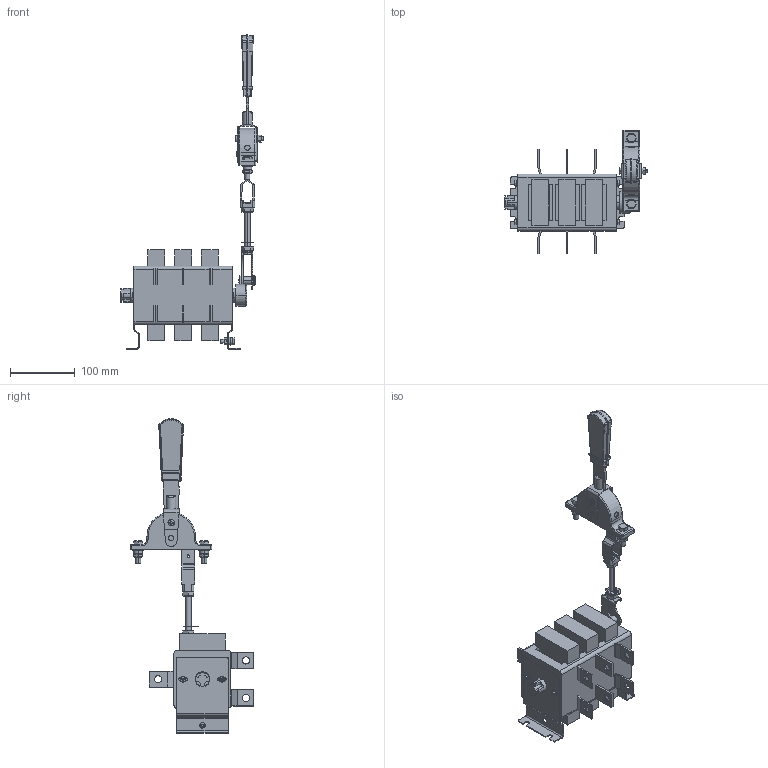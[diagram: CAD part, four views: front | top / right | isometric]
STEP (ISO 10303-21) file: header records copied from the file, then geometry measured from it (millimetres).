
FILE_DESCRIPTION (( 'STEP AP203' ), '1' );
FILE_NAME ('uvr32-35a71240-r.ÃÌ Âûêëþ÷àòåëü-ðàçúåäèíèòåëü ÂÐ32Ó-35À71240-R 250À 2 íàïðàâ. ñ ä-ã êàìåðàìè, ñ ïåðåäíåé ñìåùåííîé ðóêîÿòêîé EKF MAXima.STEP', '2025-01-22T07:52:18', ( '' ), ( '' ), 'SwSTEP 2.0', 'SolidWorks 2021', '' );
FILE_SCHEMA (( 'CONFIG_CONTROL_DESIGN' ));
Length unit declared in the file: millimetre
Products named in the file (1): uvr32-35a71240-r.ÃÌ Âûêëþ÷àòåëü-ðàçúåäèíèòåëü ÂÐ32Ó-35À71240-R 250À 2 íàïðàâ. ñ ä-ã êàìåðàìè, ñ ïåðåäíåé ñìåùåííîé ðóêîÿòêîé EKF MAXima
Bounding box: 220.6 x 190.32 x 485.97 mm (x, y, z)
Volume: 1836453.6 mm3; surface area: 283460.9 mm2
Topology: 24 solids, 24 shells, 1212 faces, 3044 edges, 1928 vertices
Faces by surface type: plane 734, cylinder 406, torus 36, cone 18, bspline 12, sphere 6
Entity records: 37278 total; most frequent: CARTESIAN_POINT 7959, DIRECTION 6100, ORIENTED_EDGE 6072, EDGE_CURVE 3036, VECTOR 2054, LINE 2054, AXIS2_PLACEMENT_3D 2023, VERTEX_POINT 1928
